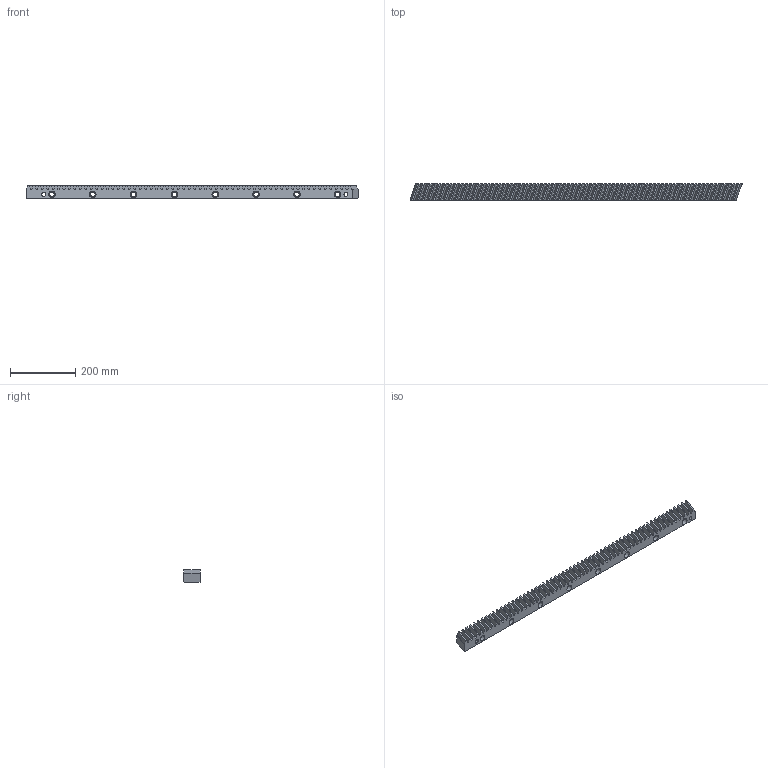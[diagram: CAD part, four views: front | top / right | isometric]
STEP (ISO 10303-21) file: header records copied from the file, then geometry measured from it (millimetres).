
FILE_DESCRIPTION(('STEP AP214'),'1');
FILE_NAME('143-050-410.stp','2017-10-09T08:05:07',('TraceParts'),('TraceParts S.A.'),'Spatial InterOp 3D',' ',' ');
FILE_SCHEMA(('automotive_design'));
Length unit declared in the file: millimetre
Products named in the file (1): 143-050-410
Bounding box: 1016.51 x 49 x 39 mm (x, y, z)
Volume: 1560622.7 mm3; surface area: 236035.7 mm2
Topology: 1 solids, 1 shells, 291 faces, 843 edges, 562 vertices
Faces by surface type: plane 255, cylinder 36
Entity records: 11842 total; most frequent: CARTESIAN_POINT 1697, ORIENTED_EDGE 1686, DIRECTION 1499, EDGE_CURVE 843, LINE 771, VECTOR 771, VERTEX_POINT 562, AXIS2_PLACEMENT_3D 364
